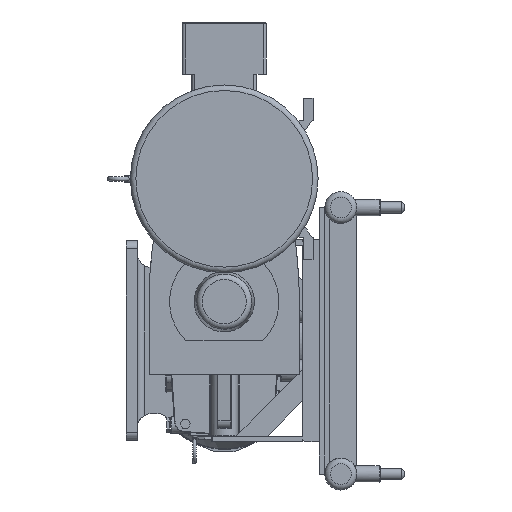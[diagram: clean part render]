
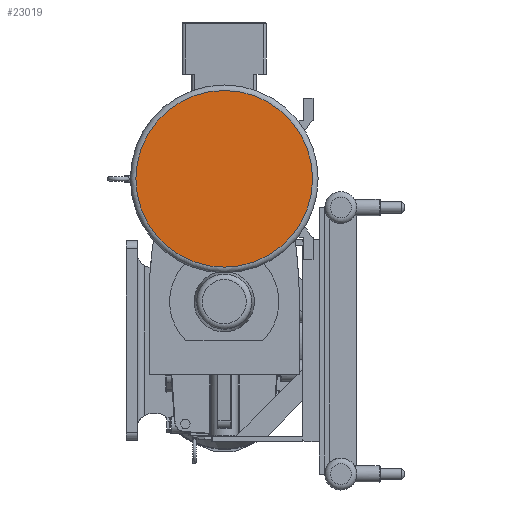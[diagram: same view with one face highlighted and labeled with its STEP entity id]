
A CAD part, left-side view. The second image highlights one B-rep face of the part: STEP entity #23019.
In plain terms, the highlighted planar face has unit normal (-1, 0, 0).
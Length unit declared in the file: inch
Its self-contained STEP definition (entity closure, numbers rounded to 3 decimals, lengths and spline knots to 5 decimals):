
#1013=CIRCLE('',#24653,7.955);
#1014=CIRCLE('',#24654,7.955);
#2178=PLANE('',#24656);
#3042=FACE_OUTER_BOUND('',#4360,.T.);
#4360=EDGE_LOOP('',(#17660,#17661));
#10348=VERTEX_POINT('',#36405);
#10349=VERTEX_POINT('',#36407);
#13055=EDGE_CURVE('',#10348,#10349,#1013,.T.);
#13056=EDGE_CURVE('',#10349,#10348,#1014,.T.);
#17660=ORIENTED_EDGE('',*,*,#13056,.F.);
#17661=ORIENTED_EDGE('',*,*,#13055,.F.);
#23019=ADVANCED_FACE('',(#3042),#2178,.T.);
#24653=AXIS2_PLACEMENT_3D('',#36408,#28581,#28582);
#24654=AXIS2_PLACEMENT_3D('',#36409,#28583,#28584);
#24656=AXIS2_PLACEMENT_3D('',#36411,#28587,#28588);
#28581=DIRECTION('center_axis',(1.,0.,0.));
#28582=DIRECTION('ref_axis',(0.,0.,
1.));
#28583=DIRECTION('center_axis',(1.,0.,0.));
#28584=DIRECTION('ref_axis',(0.,0.,
1.));
#28587=DIRECTION('center_axis',(-1.,0.,0.));
#28588=DIRECTION('ref_axis',(0.,1.,0.));
#36405=CARTESIAN_POINT('',(-69.43,7.955,14.563));
#36407=CARTESIAN_POINT('',(-69.43,0.,6.608));
#36408=CARTESIAN_POINT('Origin',(-69.43,0.,14.563));
#36409=CARTESIAN_POINT('Origin',(-69.43,0.,14.563));
#36411=CARTESIAN_POINT('Origin',(-69.43,0.,6.108));
